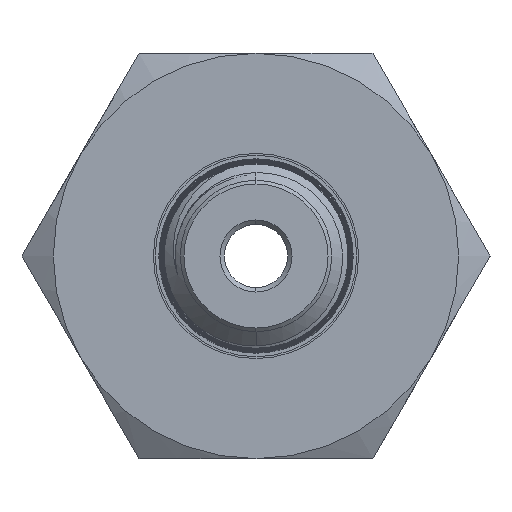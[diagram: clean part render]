
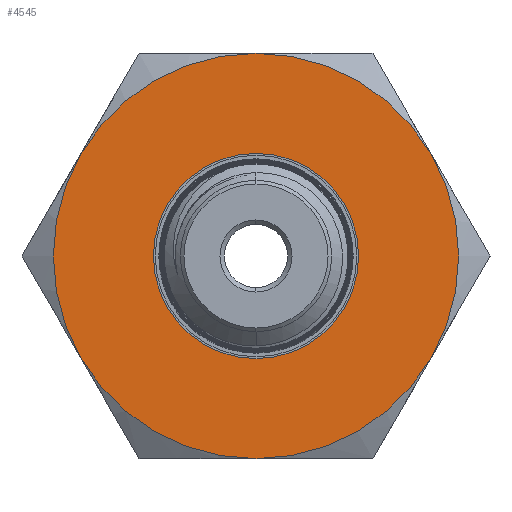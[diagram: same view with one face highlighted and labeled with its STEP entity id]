
A CAD part, left-side view. The second image highlights one B-rep face of the part: STEP entity #4545.
In plain terms, the highlighted planar face has unit normal (-1, 0, 0).
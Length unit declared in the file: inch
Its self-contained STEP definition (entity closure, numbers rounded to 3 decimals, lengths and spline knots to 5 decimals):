
#223 = EDGE_LOOP ( 'NONE', ( #8069, #1544 ) ) ;
#761 = DIRECTION ( 'NONE',  ( -1., 0., 0. ) ) ;
#882 = VERTEX_POINT ( 'NONE', #10002 ) ;
#943 = CARTESIAN_POINT ( 'NONE',  ( -0.9445, 0., 0. ) ) ;
#1115 = CARTESIAN_POINT ( 'NONE',  ( -0.9445, 0., -0.28475 ) ) ;
#1170 = CARTESIAN_POINT ( 'NONE',  ( -0.9445, 0., -0.5625 ) ) ;
#1272 = EDGE_CURVE ( 'NONE', #10205, #5542, #8728, .T. ) ;
#1425 = CIRCLE ( 'NONE', #3633, 0.5625 ) ;
#1544 = ORIENTED_EDGE ( 'NONE', *, *, #1272, .T. ) ;
#1579 = AXIS2_PLACEMENT_3D ( 'NONE', #8747, #7823, #2138 ) ;
#1613 = CIRCLE ( 'NONE', #3078, 0.5625 ) ;
#1807 = VERTEX_POINT ( 'NONE', #5117 ) ;
#1825 = EDGE_CURVE ( 'NONE', #5542, #10205, #5081, .T. ) ;
#1909 = DIRECTION ( 'NONE',  ( 0., 0., 1. ) ) ;
#2138 = DIRECTION ( 'NONE',  ( 0., 0., 1. ) ) ;
#2726 = DIRECTION ( 'NONE',  ( 1., 0., 0. ) ) ;
#2997 = ORIENTED_EDGE ( 'NONE', *, *, #12444, .T. ) ;
#3078 = AXIS2_PLACEMENT_3D ( 'NONE', #943, #8705, #3175 ) ;
#3175 = DIRECTION ( 'NONE',  ( 0., 0., 1. ) ) ;
#3633 = AXIS2_PLACEMENT_3D ( 'NONE', #10783, #6430, #9780 ) ;
#4255 = ORIENTED_EDGE ( 'NONE', *, *, #7625, .T. ) ;
#4371 = ORIENTED_EDGE ( 'NONE', *, *, #6021, .T. ) ;
#4545 = ADVANCED_FACE ( 'NONE', ( #12316, #12473 ), #8589, .F. ) ;
#4606 = CARTESIAN_POINT ( 'NONE',  ( -0.9445, 0., 0.28475 ) ) ;
#5081 = CIRCLE ( 'NONE', #8761, 0.28475 ) ;
#5117 = CARTESIAN_POINT ( 'NONE',  ( -0.9445, -0.48714, 0.28125 ) ) ;
#5359 = VERTEX_POINT ( 'NONE', #8304 ) ;
#5516 = AXIS2_PLACEMENT_3D ( 'NONE', #7775, #6702, #12115 ) ;
#5542 = VERTEX_POINT ( 'NONE', #1115 ) ;
#5873 = ORIENTED_EDGE ( 'NONE', *, *, #11263, .T. ) ;
#6021 = EDGE_CURVE ( 'NONE', #882, #7151, #12995, .T. ) ;
#6424 = CARTESIAN_POINT ( 'NONE',  ( -0.9445, 0., 0. ) ) ;
#6430 = DIRECTION ( 'NONE',  ( -1., 0., 0. ) ) ;
#6702 = DIRECTION ( 'NONE',  ( 1., 0., 0. ) ) ;
#6747 = DIRECTION ( 'NONE',  ( -1., 0., 0. ) ) ;
#6921 = VERTEX_POINT ( 'NONE', #10790 ) ;
#7151 = VERTEX_POINT ( 'NONE', #10980 ) ;
#7397 = CARTESIAN_POINT ( 'NONE',  ( -0.9445, 0., 0. ) ) ;
#7625 = EDGE_CURVE ( 'NONE', #5359, #1807, #10161, .T. ) ;
#7775 = CARTESIAN_POINT ( 'NONE',  ( -0.9445, 0., 0. ) ) ;
#7823 = DIRECTION ( 'NONE',  ( -1., 0., 0. ) ) ;
#7882 = EDGE_CURVE ( 'NONE', #9896, #5359, #13417, .T. ) ;
#8069 = ORIENTED_EDGE ( 'NONE', *, *, #1825, .T. ) ;
#8189 = ORIENTED_EDGE ( 'NONE', *, *, #11890, .T. ) ;
#8304 = CARTESIAN_POINT ( 'NONE',  ( -0.9445, -0.48714, -0.28125 ) ) ;
#8384 = CIRCLE ( 'NONE', #1579, 0.5625 ) ;
#8475 = DIRECTION ( 'NONE',  ( 0., 0., 1. ) ) ;
#8589 = PLANE ( 'NONE',  #9613 ) ;
#8705 = DIRECTION ( 'NONE',  ( -1., 0., 0. ) ) ;
#8728 = CIRCLE ( 'NONE', #5516, 0.28475 ) ;
#8747 = CARTESIAN_POINT ( 'NONE',  ( -0.9445, 0., 0. ) ) ;
#8752 = DIRECTION ( 'NONE',  ( -1., 0., 0. ) ) ;
#8761 = AXIS2_PLACEMENT_3D ( 'NONE', #13806, #2726, #10684 ) ;
#8923 = AXIS2_PLACEMENT_3D ( 'NONE', #13321, #6747, #11168 ) ;
#9200 = AXIS2_PLACEMENT_3D ( 'NONE', #7397, #761, #8475 ) ;
#9613 = AXIS2_PLACEMENT_3D ( 'NONE', #10857, #12972, #10808 ) ;
#9780 = DIRECTION ( 'NONE',  ( 0., 0., 1. ) ) ;
#9896 = VERTEX_POINT ( 'NONE', #1170 ) ;
#10002 = CARTESIAN_POINT ( 'NONE',  ( -0.9445, 0.48714, 0.28125 ) ) ;
#10161 = CIRCLE ( 'NONE', #12610, 0.5625 ) ;
#10190 = EDGE_LOOP ( 'NONE', ( #2997, #4371, #5873, #13931, #4255, #8189 ) ) ;
#10205 = VERTEX_POINT ( 'NONE', #4606 ) ;
#10684 = DIRECTION ( 'NONE',  ( 0., 0., -1. ) ) ;
#10783 = CARTESIAN_POINT ( 'NONE',  ( -0.9445, 0., 0. ) ) ;
#10790 = CARTESIAN_POINT ( 'NONE',  ( -0.9445, 0., 0.5625 ) ) ;
#10808 = DIRECTION ( 'NONE',  ( 0., 0., -1. ) ) ;
#10857 = CARTESIAN_POINT ( 'NONE',  ( -0.9445, 0., 0. ) ) ;
#10980 = CARTESIAN_POINT ( 'NONE',  ( -0.9445, 0.48714, -0.28125 ) ) ;
#11168 = DIRECTION ( 'NONE',  ( 0., 0., 1. ) ) ;
#11263 = EDGE_CURVE ( 'NONE', #7151, #9896, #1613, .T. ) ;
#11890 = EDGE_CURVE ( 'NONE', #1807, #6921, #1425, .T. ) ;
#12115 = DIRECTION ( 'NONE',  ( 0., 0., -1. ) ) ;
#12316 = FACE_BOUND ( 'NONE', #223, .T. ) ;
#12444 = EDGE_CURVE ( 'NONE', #6921, #882, #8384, .T. ) ;
#12473 = FACE_OUTER_BOUND ( 'NONE', #10190, .T. ) ;
#12610 = AXIS2_PLACEMENT_3D ( 'NONE', #6424, #8752, #1909 ) ;
#12972 = DIRECTION ( 'NONE',  ( 1., 0., 0. ) ) ;
#12995 = CIRCLE ( 'NONE', #9200, 0.5625 ) ;
#13321 = CARTESIAN_POINT ( 'NONE',  ( -0.9445, 0., 0. ) ) ;
#13417 = CIRCLE ( 'NONE', #8923, 0.5625 ) ;
#13806 = CARTESIAN_POINT ( 'NONE',  ( -0.9445, 0., 0. ) ) ;
#13931 = ORIENTED_EDGE ( 'NONE', *, *, #7882, .T. ) ;
